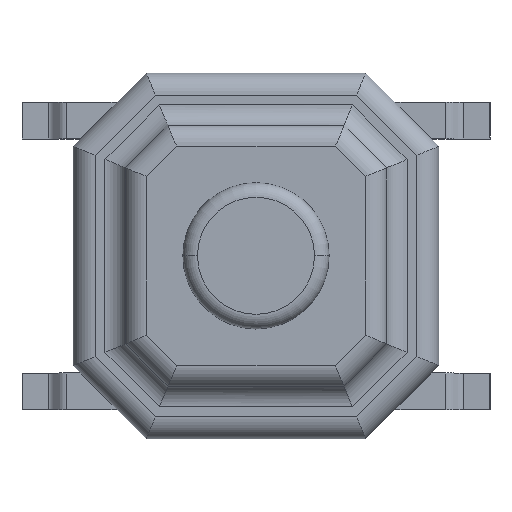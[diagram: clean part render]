
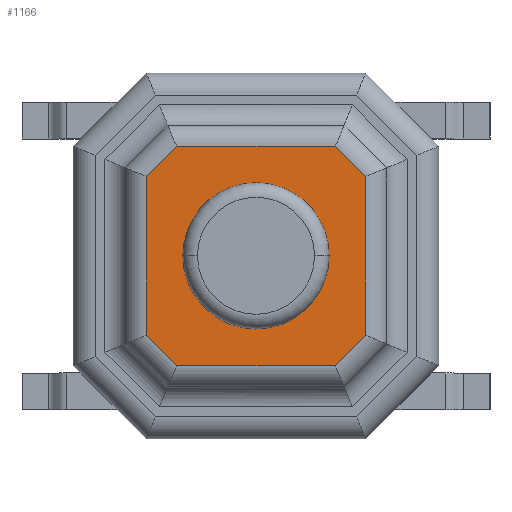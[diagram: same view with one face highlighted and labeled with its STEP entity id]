
A CAD part, top view. The second image highlights one B-rep face of the part: STEP entity #1166.
In plain terms, the highlighted planar face has unit normal (0, 0, 1).
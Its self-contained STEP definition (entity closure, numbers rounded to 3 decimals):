
#9 = CARTESIAN_POINT ( 'NONE',  ( -1.086, 1.5, 1.2 ) ) ;
#36 = VERTEX_POINT ( 'NONE', #1160 ) ;
#40 = ORIENTED_EDGE ( 'NONE', *, *, #1263, .F. ) ;
#79 = DIRECTION ( 'NONE',  ( 0., 1., 0. ) ) ;
#160 = EDGE_CURVE ( 'NONE', #2861, #2083, #507, .T. ) ;
#202 = ORIENTED_EDGE ( 'NONE', *, *, #360, .T. ) ;
#208 = ORIENTED_EDGE ( 'NONE', *, *, #2306, .T. ) ;
#245 = VERTEX_POINT ( 'NONE', #1609 ) ;
#246 = VERTEX_POINT ( 'NONE', #2257 ) ;
#296 = VECTOR ( 'NONE', #1916, 1000. ) ;
#318 = CIRCLE ( 'NONE', #2695, 1. ) ;
#327 = CARTESIAN_POINT ( 'NONE',  ( 0.998, 1.588, 1.2 ) ) ;
#341 = DIRECTION ( 'NONE',  ( 1., 0., 0. ) ) ;
#360 = EDGE_CURVE ( 'NONE', #36, #1098, #1723, .T. ) ;
#398 = LINE ( 'NONE', #1716, #712 ) ;
#405 = ORIENTED_EDGE ( 'NONE', *, *, #160, .T. ) ;
#427 = EDGE_CURVE ( 'NONE', #2739, #245, #539, .T. ) ;
#485 = LINE ( 'NONE', #1752, #2544 ) ;
#490 = VECTOR ( 'NONE', #1776, 1000. ) ;
#507 = LINE ( 'NONE', #2399, #2783 ) ;
#519 = ORIENTED_EDGE ( 'NONE', *, *, #2052, .T. ) ;
#539 = LINE ( 'NONE', #1055, #1999 ) ;
#541 = DIRECTION ( 'NONE',  ( 0., -1., 0. ) ) ;
#563 = CARTESIAN_POINT ( 'NONE',  ( 1., 0., 1.2 ) ) ;
#565 = VECTOR ( 'NONE', #610, 1000. ) ;
#575 = EDGE_CURVE ( 'NONE', #2395, #2739, #398, .T. ) ;
#610 = DIRECTION ( 'NONE',  ( -1., 0., 0. ) ) ;
#712 = VECTOR ( 'NONE', #541, 1000. ) ;
#816 = CIRCLE ( 'NONE', #2318, 1. ) ;
#835 = ORIENTED_EDGE ( 'NONE', *, *, #575, .T. ) ;
#852 = LINE ( 'NONE', #2231, #565 ) ;
#911 = ORIENTED_EDGE ( 'NONE', *, *, #2192, .T. ) ;
#927 = CARTESIAN_POINT ( 'NONE',  ( 0., 0., 1.2 ) ) ;
#950 = LINE ( 'NONE', #1087, #490 ) ;
#951 = EDGE_CURVE ( 'NONE', #1098, #1170, #852, .T. ) ;
#1041 = CARTESIAN_POINT ( 'NONE',  ( 0., 0., 1.2 ) ) ;
#1055 = CARTESIAN_POINT ( 'NONE',  ( -0.998, -1.588, 1.2 ) ) ;
#1056 = ORIENTED_EDGE ( 'NONE', *, *, #1744, .F. ) ;
#1071 = DIRECTION ( 'NONE',  ( -0.707, -0.707, 0. ) ) ;
#1087 = CARTESIAN_POINT ( 'NONE',  ( 1.21, -1.5, 1.2 ) ) ;
#1098 = VERTEX_POINT ( 'NONE', #1799 ) ;
#1160 = CARTESIAN_POINT ( 'NONE',  ( 1.5, 1.086, 1.2 ) ) ;
#1166 = ADVANCED_FACE ( 'NONE', ( #1322, #1565 ), #1397, .T. ) ;
#1170 = VERTEX_POINT ( 'NONE', #9 ) ;
#1252 = DIRECTION ( 'NONE',  ( 0., 0., 1. ) ) ;
#1263 = EDGE_CURVE ( 'NONE', #1772, #246, #318, .T. ) ;
#1322 = FACE_OUTER_BOUND ( 'NONE', #2322, .T. ) ;
#1328 = CARTESIAN_POINT ( 'NONE',  ( -1.5, 1.086, 1.2 ) ) ;
#1383 = EDGE_LOOP ( 'NONE', ( #1056, #40 ) ) ;
#1397 = PLANE ( 'NONE',  #2534 ) ;
#1418 = ORIENTED_EDGE ( 'NONE', *, *, #951, .T. ) ;
#1529 = VECTOR ( 'NONE', #79, 1000. ) ;
#1565 = FACE_BOUND ( 'NONE', #1383, .T. ) ;
#1609 = CARTESIAN_POINT ( 'NONE',  ( -1.086, -1.5, 1.2 ) ) ;
#1662 = CARTESIAN_POINT ( 'NONE',  ( 0., 0., 1.2 ) ) ;
#1716 = CARTESIAN_POINT ( 'NONE',  ( -1.5, -1.21, 1.2 ) ) ;
#1723 = LINE ( 'NONE', #327, #296 ) ;
#1744 = EDGE_CURVE ( 'NONE', #246, #1772, #816, .T. ) ;
#1752 = CARTESIAN_POINT ( 'NONE',  ( -1.588, 0.998, 1.2 ) ) ;
#1772 = VERTEX_POINT ( 'NONE', #563 ) ;
#1776 = DIRECTION ( 'NONE',  ( 1., 0., 0. ) ) ;
#1799 = CARTESIAN_POINT ( 'NONE',  ( 1.086, 1.5, 1.2 ) ) ;
#1883 = DIRECTION ( 'NONE',  ( 0., 0., 1. ) ) ;
#1916 = DIRECTION ( 'NONE',  ( -0.707, 0.707, 0. ) ) ;
#1967 = CARTESIAN_POINT ( 'NONE',  ( -1.5, -1.086, 1.2 ) ) ;
#1970 = ORIENTED_EDGE ( 'NONE', *, *, #427, .T. ) ;
#1999 = VECTOR ( 'NONE', #2197, 1000. ) ;
#2033 = CARTESIAN_POINT ( 'NONE',  ( 1.086, -1.5, 1.2 ) ) ;
#2052 = EDGE_CURVE ( 'NONE', #245, #2861, #950, .T. ) ;
#2056 = DIRECTION ( 'NONE',  ( 1., 0., 0. ) ) ;
#2083 = VERTEX_POINT ( 'NONE', #2280 ) ;
#2192 = EDGE_CURVE ( 'NONE', #1170, #2395, #485, .T. ) ;
#2197 = DIRECTION ( 'NONE',  ( 0.707, -0.707, 0. ) ) ;
#2231 = CARTESIAN_POINT ( 'NONE',  ( -1.21, 1.5, 1.2 ) ) ;
#2257 = CARTESIAN_POINT ( 'NONE',  ( -1., 0., 1.2 ) ) ;
#2280 = CARTESIAN_POINT ( 'NONE',  ( 1.5, -1.086, 1.2 ) ) ;
#2299 = LINE ( 'NONE', #2584, #1529 ) ;
#2306 = EDGE_CURVE ( 'NONE', #2083, #36, #2299, .T. ) ;
#2318 = AXIS2_PLACEMENT_3D ( 'NONE', #1041, #1252, #341 ) ;
#2322 = EDGE_LOOP ( 'NONE', ( #1418, #911, #835, #1970, #519, #405, #208, #202 ) ) ;
#2335 = DIRECTION ( 'NONE',  ( 1., 0., 0. ) ) ;
#2395 = VERTEX_POINT ( 'NONE', #1328 ) ;
#2399 = CARTESIAN_POINT ( 'NONE',  ( 1.588, -0.998, 1.2 ) ) ;
#2411 = DIRECTION ( 'NONE',  ( 0.707, 0.707, 0. ) ) ;
#2534 = AXIS2_PLACEMENT_3D ( 'NONE', #927, #2716, #2056 ) ;
#2544 = VECTOR ( 'NONE', #1071, 1000. ) ;
#2584 = CARTESIAN_POINT ( 'NONE',  ( 1.5, 1.21, 1.2 ) ) ;
#2695 = AXIS2_PLACEMENT_3D ( 'NONE', #1662, #1883, #2335 ) ;
#2716 = DIRECTION ( 'NONE',  ( 0., 0., 1. ) ) ;
#2739 = VERTEX_POINT ( 'NONE', #1967 ) ;
#2783 = VECTOR ( 'NONE', #2411, 1000. ) ;
#2861 = VERTEX_POINT ( 'NONE', #2033 ) ;
